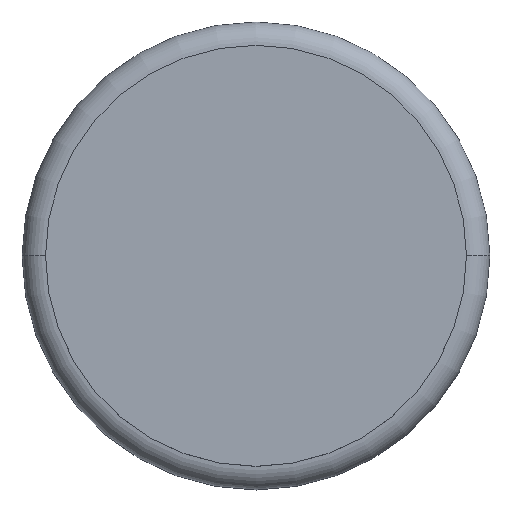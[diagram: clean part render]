
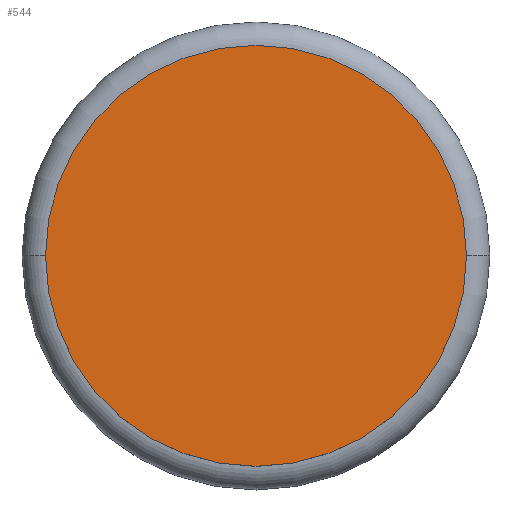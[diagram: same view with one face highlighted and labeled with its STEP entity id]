
A CAD part, top view. The second image highlights one B-rep face of the part: STEP entity #544.
In plain terms, the highlighted planar face has unit normal (0, 0, 1).
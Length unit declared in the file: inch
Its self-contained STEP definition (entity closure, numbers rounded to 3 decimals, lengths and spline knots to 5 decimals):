
#44 = EDGE_LOOP ( 'NONE', ( #354, #350 ) ) ;
#106 = VERTEX_POINT ( 'NONE', #976 ) ;
#115 = CIRCLE ( 'NONE', #129, 0.07087 ) ;
#129 = AXIS2_PLACEMENT_3D ( 'NONE', #723, #259, #408 ) ;
#165 = AXIS2_PLACEMENT_3D ( 'NONE', #374, #355, #445 ) ;
#194 = CARTESIAN_POINT ( 'NONE',  ( 0., -0.07087, 0.03543 ) ) ;
#198 = DIRECTION ( 'NONE',  ( -1., 0., 0. ) ) ;
#211 = VERTEX_POINT ( 'NONE', #194 ) ;
#259 = DIRECTION ( 'NONE',  ( 0., 0., 1. ) ) ;
#349 = CIRCLE ( 'NONE', #165, 0.07087 ) ;
#350 = ORIENTED_EDGE ( 'NONE', *, *, #850, .T. ) ;
#354 = ORIENTED_EDGE ( 'NONE', *, *, #451, .T. ) ;
#355 = DIRECTION ( 'NONE',  ( 0., 0., 1. ) ) ;
#360 = DIRECTION ( 'NONE',  ( 0., 0., 1. ) ) ;
#374 = CARTESIAN_POINT ( 'NONE',  ( 0., 0., 0.03543 ) ) ;
#408 = DIRECTION ( 'NONE',  ( 0., -1., 0. ) ) ;
#428 = PLANE ( 'NONE',  #809 ) ;
#445 = DIRECTION ( 'NONE',  ( 0., -1., 0. ) ) ;
#451 = EDGE_CURVE ( 'NONE', #211, #106, #115, .T. ) ;
#544 = ADVANCED_FACE ( 'NONE', ( #953 ), #428, .T. ) ;
#723 = CARTESIAN_POINT ( 'NONE',  ( 0., 0., 0.03543 ) ) ;
#809 = AXIS2_PLACEMENT_3D ( 'NONE', #842, #360, #198 ) ;
#842 = CARTESIAN_POINT ( 'NONE',  ( 0.0737, 0.07377, 0.03543 ) ) ;
#850 = EDGE_CURVE ( 'NONE', #106, #211, #349, .T. ) ;
#953 = FACE_OUTER_BOUND ( 'NONE', #44, .T. ) ;
#976 = CARTESIAN_POINT ( 'NONE',  ( 0., 0.07087, 0.03543 ) ) ;
